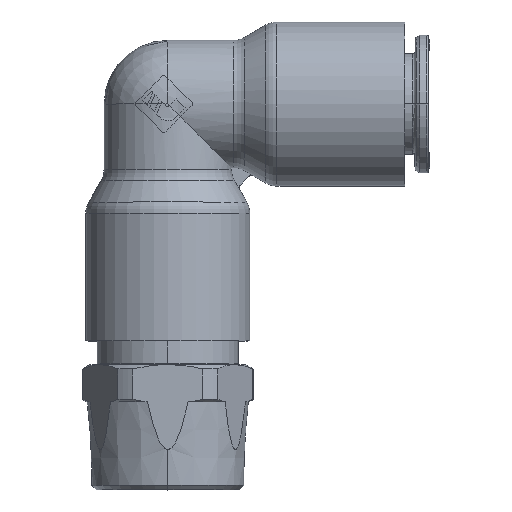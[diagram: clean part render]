
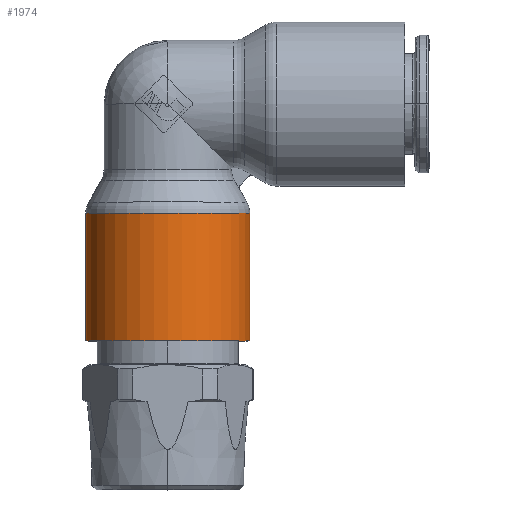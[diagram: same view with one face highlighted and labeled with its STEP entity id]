
A CAD part, top view. The second image highlights one B-rep face of the part: STEP entity #1974.
In plain terms, the highlighted cylindrical face has radius 11.05 mm (diameter 22.1 mm), a partial arc.
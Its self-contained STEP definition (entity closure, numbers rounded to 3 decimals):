
#1974=ADVANCED_FACE('',(#4199),#4200,.T.);
#4199=FACE_OUTER_BOUND('',#8857,.T.);
#4200=CYLINDRICAL_SURFACE('',#8858,11.05);
#8857=EDGE_LOOP('',(#15928,#15929,#15930,#15931,#15932));
#8858=AXIS2_PLACEMENT_3D('',#15933,#15934,#15935);
#15928=ORIENTED_EDGE('',*,*,#20629,.T.);
#15929=ORIENTED_EDGE('',*,*,#20630,.T.);
#15930=ORIENTED_EDGE('',*,*,#20021,.T.);
#15931=ORIENTED_EDGE('',*,*,#20631,.T.);
#15932=ORIENTED_EDGE('',*,*,#20632,.T.);
#15933=CARTESIAN_POINT('',(0.0,-33.924,0.0));
#15934=DIRECTION('',(0.0,-1.0,0.0));
#15935=DIRECTION('',(1.0,0.0,0.0));
#20021=EDGE_CURVE('',#23998,#23996,#23999,.T.);
#20629=EDGE_CURVE('',#24769,#24770,#24771,.T.);
#20630=EDGE_CURVE('',#24770,#23998,#24772,.T.);
#20631=EDGE_CURVE('',#23996,#24773,#24774,.T.);
#20632=EDGE_CURVE('',#24773,#24769,#24775,.T.);
#23996=VERTEX_POINT('',#31528);
#23998=VERTEX_POINT('',#31530);
#23999=CIRCLE('',#31531,11.05);
#24769=VERTEX_POINT('',#33314);
#24770=VERTEX_POINT('',#33315);
#24771=LINE('',#33316,#33317);
#24772=CIRCLE('',#33318,11.05);
#24773=VERTEX_POINT('',#33319);
#24774=LINE('',#33320,#33321);
#24775=CIRCLE('',#33322,11.05);
#31528=CARTESIAN_POINT('',(-11.05,-14.704,0.0));
#31530=CARTESIAN_POINT('',(-11.05,-14.704,0.008));
#31531=AXIS2_PLACEMENT_3D('',#36993,#36994,#36995);
#33314=CARTESIAN_POINT('',(11.05,-31.9,0.0));
#33315=CARTESIAN_POINT('',(11.05,-14.704,0.));
#33316=CARTESIAN_POINT('',(11.05,-23.302,0.));
#33317=VECTOR('',#37750,1.0);
#33318=AXIS2_PLACEMENT_3D('',#37751,#37752,#37753);
#33319=CARTESIAN_POINT('',(-11.05,-31.9,0.));
#33320=CARTESIAN_POINT('',(-11.05,-23.302,0.));
#33321=VECTOR('',#37754,1.0);
#33322=AXIS2_PLACEMENT_3D('',#37755,#37756,#37757);
#36993=CARTESIAN_POINT('',(0.0,-14.704,0.0));
#36994=DIRECTION('',(0.0,-1.0,0.0));
#36995=DIRECTION('',(1.0,0.0,0.0));
#37750=DIRECTION('',(-0.0,1.0,-0.0));
#37751=CARTESIAN_POINT('',(0.0,-14.704,0.0));
#37752=DIRECTION('',(0.0,-1.0,0.0));
#37753=DIRECTION('',(1.0,0.0,0.0));
#37754=DIRECTION('',(0.0,-1.0,0.0));
#37755=CARTESIAN_POINT('',(0.0,-31.9,0.0));
#37756=DIRECTION('',(0.0,1.0,0.0));
#37757=DIRECTION('',(-1.0,0.0,0.0));
